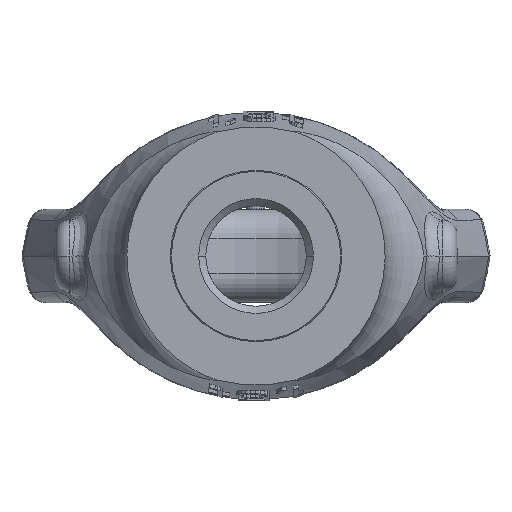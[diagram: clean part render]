
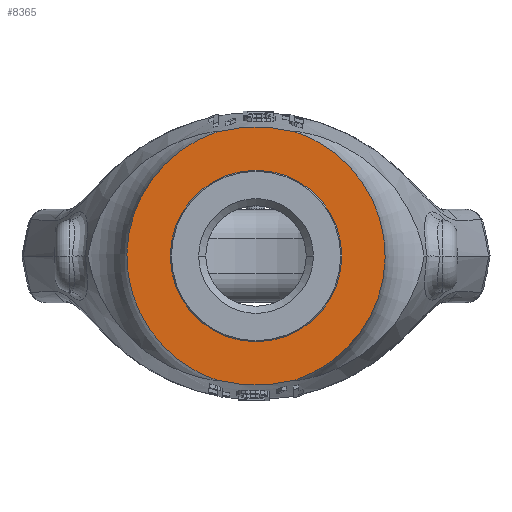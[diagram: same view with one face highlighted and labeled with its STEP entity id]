
A CAD part, front view. The second image highlights one B-rep face of the part: STEP entity #8365.
In plain terms, the highlighted planar face has unit normal (0, -1, 0).
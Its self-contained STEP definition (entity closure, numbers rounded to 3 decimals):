
#1770=CARTESIAN_POINT('',(5.425,0.,-17.307));
#1771=CARTESIAN_POINT('',(6.248,0.,-17.03));
#1772=CARTESIAN_POINT('',(7.835,0.,-16.371));
#1773=CARTESIAN_POINT('',(10.061,0.,-15.063));
#1774=CARTESIAN_POINT('',(12.072,0.,-13.472));
#1775=CARTESIAN_POINT('',(13.837,0.,-11.628));
#1776=CARTESIAN_POINT('',(15.323,0.,-9.568));
#1777=CARTESIAN_POINT('',(16.505,0.,-7.332));
#1778=CARTESIAN_POINT('',(17.363,0.,-4.963));
#1779=CARTESIAN_POINT('',(17.884,0.,-2.504));
#1780=CARTESIAN_POINT('',(18.058,0.,0.));
#1781=CARTESIAN_POINT('',(17.884,0.,2.504));
#1782=CARTESIAN_POINT('',(17.363,0.,4.963));
#1783=CARTESIAN_POINT('',(16.505,0.,7.332));
#1784=CARTESIAN_POINT('',(15.323,0.,9.568));
#1785=CARTESIAN_POINT('',(13.837,0.,11.628));
#1786=CARTESIAN_POINT('',(12.072,0.,13.472));
#1787=CARTESIAN_POINT('',(10.061,0.,15.063));
#1788=CARTESIAN_POINT('',(7.835,0.,16.371));
#1789=CARTESIAN_POINT('',(6.248,0.,17.03));
#1790=CARTESIAN_POINT('',(5.425,0.,17.307));
#1792=CARTESIAN_POINT('',(5.425,0.,-17.307));
#1793=CARTESIAN_POINT('',(4.907,0.,-17.443));
#1794=CARTESIAN_POINT('',(3.125,0.,-17.836));
#1795=CARTESIAN_POINT('',(0.,0.,-18.116));
#1796=CARTESIAN_POINT('',(-3.125,0.,-17.836));
#1797=CARTESIAN_POINT('',(-4.907,0.,-17.443));
#1798=CARTESIAN_POINT('',(-5.425,0.,-17.307));
#1800=CARTESIAN_POINT('',(5.425,0.,17.307));
#1801=CARTESIAN_POINT('',(4.907,0.,17.443));
#1802=CARTESIAN_POINT('',(3.125,0.,17.836));
#1803=CARTESIAN_POINT('',(0.,0.,18.116));
#1804=CARTESIAN_POINT('',(-3.125,0.,17.836));
#1805=CARTESIAN_POINT('',(-4.907,0.,17.443));
#1806=CARTESIAN_POINT('',(-5.425,0.,17.307));
#1808=CARTESIAN_POINT('',(0.,0.,0.));
#1809=DIRECTION('',(0.,-1.,0.));
#1810=DIRECTION('',(1.,0.,0.));
#1811=AXIS2_PLACEMENT_3D('',#1808,#1809,#1810);
#1813=CARTESIAN_POINT('',(0.,0.,0.));
#1814=DIRECTION('',(0.,-1.,0.));
#1815=DIRECTION('',(-1.,0.,0.));
#1816=AXIS2_PLACEMENT_3D('',#1813,#1814,#1815);
#1818=CARTESIAN_POINT('',(-5.425,0.,17.307));
#1819=CARTESIAN_POINT('',(-6.248,0.,17.03));
#1820=CARTESIAN_POINT('',(-7.835,0.,16.371));
#1821=CARTESIAN_POINT('',(-10.061,0.,15.063));
#1822=CARTESIAN_POINT('',(-12.072,0.,13.472));
#1823=CARTESIAN_POINT('',(-13.837,0.,11.628));
#1824=CARTESIAN_POINT('',(-15.323,0.,9.568));
#1825=CARTESIAN_POINT('',(-16.505,0.,7.332));
#1826=CARTESIAN_POINT('',(-17.363,0.,4.963));
#1827=CARTESIAN_POINT('',(-17.884,0.,2.504));
#1828=CARTESIAN_POINT('',(-18.058,0.,0.));
#1829=CARTESIAN_POINT('',(-17.884,0.,-2.504));
#1830=CARTESIAN_POINT('',(-17.363,0.,-4.963));
#1831=CARTESIAN_POINT('',(-16.505,0.,-7.332));
#1832=CARTESIAN_POINT('',(-15.323,0.,-9.568));
#1833=CARTESIAN_POINT('',(-13.837,0.,-11.628));
#1834=CARTESIAN_POINT('',(-12.072,0.,-13.472));
#1835=CARTESIAN_POINT('',(-10.061,0.,-15.063));
#1836=CARTESIAN_POINT('',(-7.835,0.,-16.371));
#1837=CARTESIAN_POINT('',(-6.248,0.,-17.03));
#1838=CARTESIAN_POINT('',(-5.425,0.,-17.307));
#5865=CARTESIAN_POINT('',(11.95,0.,0.));
#5866=CARTESIAN_POINT('',(-11.95,0.,0.));
#5867=VERTEX_POINT('',#5865);
#5868=VERTEX_POINT('',#5866);
#6506=VERTEX_POINT('',#1800);
#6507=VERTEX_POINT('',#1806);
#6508=VERTEX_POINT('',#1792);
#6509=VERTEX_POINT('',#1798);
#8347=CARTESIAN_POINT('',(-19.827,0.,0.));
#8348=DIRECTION('',(0.,-1.,0.));
#8349=DIRECTION('',(1.,0.,0.));
#8350=AXIS2_PLACEMENT_3D('',#8347,#8348,#8349);
#8351=PLANE('',#8350);
#8352=ORIENTED_EDGE('',*,*,#8340,.F.);
#8353=ORIENTED_EDGE('',*,*,#6999,.T.);
#8355=ORIENTED_EDGE('',*,*,#8354,.F.);
#8356=ORIENTED_EDGE('',*,*,#7245,.F.);
#8357=EDGE_LOOP('',(#8352,#8353,#8355,#8356));
#8358=FACE_OUTER_BOUND('',#8357,.F.);
#8360=ORIENTED_EDGE('',*,*,#8359,.T.);
#8362=ORIENTED_EDGE('',*,*,#8361,.T.);
#8363=EDGE_LOOP('',(#8360,#8362));
#8364=FACE_BOUND('',#8363,.F.);
#8365=ADVANCED_FACE('',(#8358,#8364),#8351,.T.);
#1791=B_SPLINE_CURVE_WITH_KNOTS('',3,(#1770,#1771,#1772,#1773,#1774,#1775,#1776,
#1777,#1778,#1779,#1780,#1781,#1782,#1783,#1784,#1785,#1786,#1787,#1788,#1789,
#1790),.UNSPECIFIED.,.F.,.F.,(4,1,1,1,1,1,1,1,1,1,1,1,1,1,1,1,1,1,4),(0.,
0.056,0.111,0.167,0.222,
0.278,0.333,0.389,0.444,0.5,
0.556,0.611,0.667,0.722,
0.778,0.833,0.889,0.944,1.),
.UNSPECIFIED.);
#1799=B_SPLINE_CURVE_WITH_KNOTS('',3,(#1792,#1793,#1794,#1795,#1796,#1797,
#1798),.UNSPECIFIED.,.F.,.F.,(4,1,1,1,4),(0.,0.147,0.5,
0.853,1.),.UNSPECIFIED.);
#1807=B_SPLINE_CURVE_WITH_KNOTS('',3,(#1800,#1801,#1802,#1803,#1804,#1805,
#1806),.UNSPECIFIED.,.F.,.F.,(4,1,1,1,4),(0.,0.147,0.5,
0.853,1.),.UNSPECIFIED.);
#1812=CIRCLE('',#1811,11.95);
#1817=CIRCLE('',#1816,11.95);
#1839=B_SPLINE_CURVE_WITH_KNOTS('',3,(#1818,#1819,#1820,#1821,#1822,#1823,#1824,
#1825,#1826,#1827,#1828,#1829,#1830,#1831,#1832,#1833,#1834,#1835,#1836,#1837,
#1838),.UNSPECIFIED.,.F.,.F.,(4,1,1,1,1,1,1,1,1,1,1,1,1,1,1,1,1,1,4),(0.,
0.056,0.111,0.167,0.222,
0.278,0.333,0.389,0.444,0.5,
0.556,0.611,0.667,0.722,
0.778,0.833,0.889,0.944,1.),
.UNSPECIFIED.);
#6999=EDGE_CURVE('',#6508,#6509,#1799,.T.);
#7245=EDGE_CURVE('',#6506,#6507,#1807,.T.);
#8340=EDGE_CURVE('',#6508,#6506,#1791,.T.);
#8354=EDGE_CURVE('',#6507,#6509,#1839,.T.);
#8359=EDGE_CURVE('',#5867,#5868,#1812,.T.);
#8361=EDGE_CURVE('',#5868,#5867,#1817,.T.);
